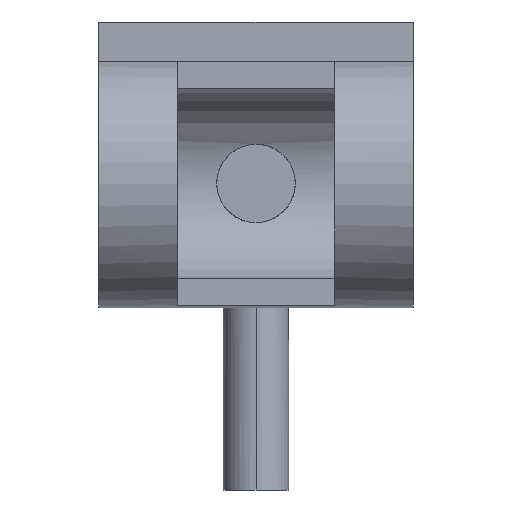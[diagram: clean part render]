
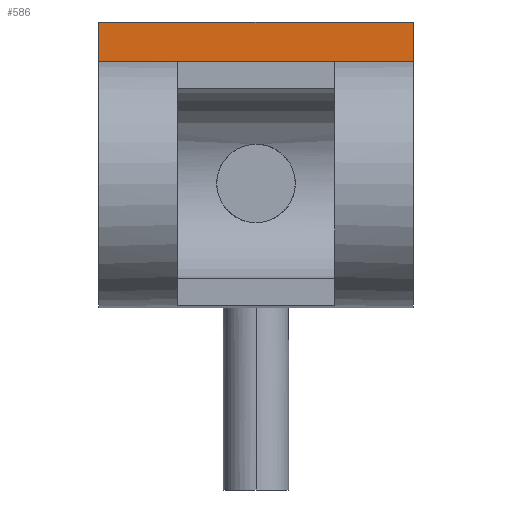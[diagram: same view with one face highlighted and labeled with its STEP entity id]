
A CAD part, front view. The second image highlights one B-rep face of the part: STEP entity #586.
In plain terms, the highlighted planar face has unit normal (0, -1, 0).
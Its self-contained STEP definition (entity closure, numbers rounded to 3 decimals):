
#1 = EDGE_CURVE ( 'NONE', #1102, #727, #220, .T. ) ;
#9 = CARTESIAN_POINT ( 'NONE',  ( -60., -9., 61.64 ) ) ;
#61 = PLANE ( 'NONE',  #1388 ) ;
#88 = CARTESIAN_POINT ( 'NONE',  ( 60., -9., 61.64 ) ) ;
#110 = EDGE_CURVE ( 'NONE', #236, #1124, #126, .T. ) ;
#122 = DIRECTION ( 'NONE',  ( 0., 0., -1. ) ) ;
#123 = CARTESIAN_POINT ( 'NONE',  ( -60., -9., 61.64 ) ) ;
#126 = LINE ( 'NONE', #123, #1727 ) ;
#215 = DIRECTION ( 'NONE',  ( 0., 0., -1. ) ) ;
#218 = CARTESIAN_POINT ( 'NONE',  ( 60., -9., 61.64 ) ) ;
#220 = LINE ( 'NONE', #218, #1824 ) ;
#236 = VERTEX_POINT ( 'NONE', #9 ) ;
#359 = VECTOR ( 'NONE', #971, 1000. ) ;
#476 = ORIENTED_EDGE ( 'NONE', *, *, #1861, .T. ) ;
#477 = ORIENTED_EDGE ( 'NONE', *, *, #1, .F. ) ;
#482 = ORIENTED_EDGE ( 'NONE', *, *, #1342, .F. ) ;
#483 = ORIENTED_EDGE ( 'NONE', *, *, #110, .T. ) ;
#586 = ADVANCED_FACE ( 'NONE', ( #1993 ), #61, .F. ) ;
#727 = VERTEX_POINT ( 'NONE', #2026 ) ;
#805 = EDGE_LOOP ( 'NONE', ( #483, #482, #477, #476 ) ) ;
#884 = CARTESIAN_POINT ( 'NONE',  ( 60., -9., 61.64 ) ) ;
#971 = DIRECTION ( 'NONE',  ( -1., 0., 0. ) ) ;
#1102 = VERTEX_POINT ( 'NONE', #88 ) ;
#1124 = VERTEX_POINT ( 'NONE', #1415 ) ;
#1214 = CARTESIAN_POINT ( 'NONE',  ( 60., -9., 61.64 ) ) ;
#1342 = EDGE_CURVE ( 'NONE', #727, #1124, #1884, .T. ) ;
#1388 = AXIS2_PLACEMENT_3D ( 'NONE', #1214, #1864, #2380 ) ;
#1415 = CARTESIAN_POINT ( 'NONE',  ( -60., -9., 46.64 ) ) ;
#1694 = DIRECTION ( 'NONE',  ( -1., 0., 0. ) ) ;
#1727 = VECTOR ( 'NONE', #122, 1000. ) ;
#1824 = VECTOR ( 'NONE', #215, 1000. ) ;
#1861 = EDGE_CURVE ( 'NONE', #1102, #236, #2360, .T. ) ;
#1864 = DIRECTION ( 'NONE',  ( 0., 1., 0. ) ) ;
#1884 = LINE ( 'NONE', #2400, #359 ) ;
#1943 = VECTOR ( 'NONE', #1694, 1000. ) ;
#1993 = FACE_OUTER_BOUND ( 'NONE', #805, .T. ) ;
#2026 = CARTESIAN_POINT ( 'NONE',  ( 60., -9., 46.64 ) ) ;
#2360 = LINE ( 'NONE', #884, #1943 ) ;
#2380 = DIRECTION ( 'NONE',  ( 0., 0., 1. ) ) ;
#2400 = CARTESIAN_POINT ( 'NONE',  ( 60., -9., 46.64 ) ) ;
